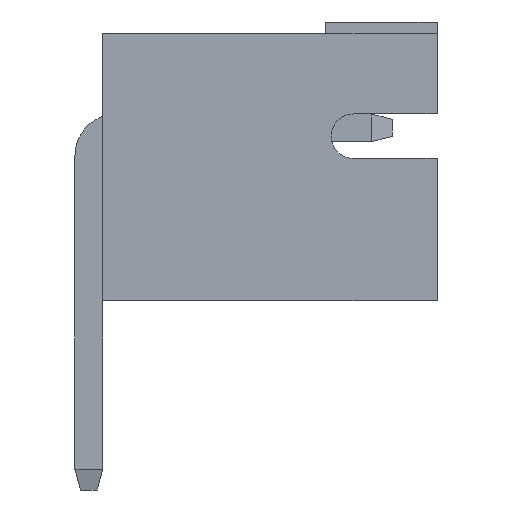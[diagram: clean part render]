
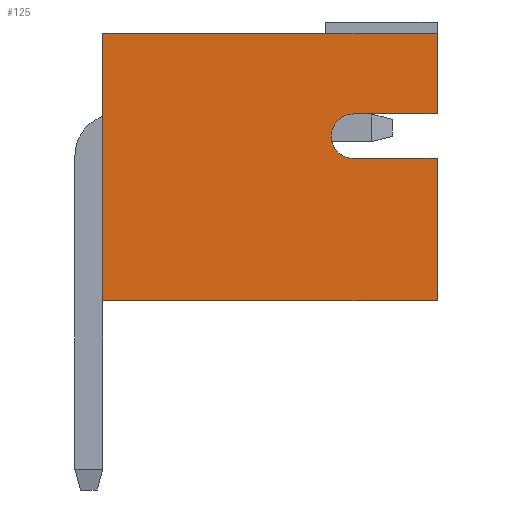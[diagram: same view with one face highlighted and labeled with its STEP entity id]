
A CAD part, left-side view. The second image highlights one B-rep face of the part: STEP entity #125.
In plain terms, the highlighted planar face has unit normal (-1, 0, 0).
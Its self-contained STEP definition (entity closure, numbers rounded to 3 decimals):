
#125=ADVANCED_FACE('',(#1360),#1362,.T.);
#1360=FACE_BOUND('',#1361,.T.);
#1361=EDGE_LOOP('',(#2358,#2359,#2360,#2361,#2362,#2363,#2364,#2365));
#1362=PLANE('',#1363);
#1363=AXIS2_PLACEMENT_3D('',#1364,#1365,#1366);
#1364=CARTESIAN_POINT('',(-1.95,0.,0.));
#1365=DIRECTION('',(-1.,0.,0.));
#1366=DIRECTION('',(0.,0.,1.));
#2358=ORIENTED_EDGE('',*,*,#3071,.T.);
#2359=ORIENTED_EDGE('',*,*,#3027,.T.);
#2360=ORIENTED_EDGE('',*,*,#3065,.T.);
#2361=ORIENTED_EDGE('',*,*,#3072,.T.);
#2362=ORIENTED_EDGE('',*,*,#3073,.T.);
#2363=ORIENTED_EDGE('',*,*,#3074,.T.);
#2364=ORIENTED_EDGE('',*,*,#3075,.T.);
#2365=ORIENTED_EDGE('',*,*,#3076,.T.);
#3027=EDGE_CURVE('',#3398,#3396,#3399,.T.);
#3065=EDGE_CURVE('',#3396,#3468,#3470,.T.);
#3071=EDGE_CURVE('',#3478,#3398,#3479,.F.);
#3072=EDGE_CURVE('',#3468,#3480,#3481,.T.);
#3073=EDGE_CURVE('',#3480,#3482,#3483,.T.);
#3074=EDGE_CURVE('',#3482,#3484,#3485,.T.);
#3075=EDGE_CURVE('',#3484,#3486,#3487,.F.);
#3076=EDGE_CURVE('',#3486,#3478,#3488,.F.);
#3396=VERTEX_POINT('',#4001);
#3398=VERTEX_POINT('',#4005);
#3399=LINE('',#4006,#4007);
#3468=VERTEX_POINT('',#4149);
#3470=LINE('',#4153,#4154);
#3478=VERTEX_POINT('',#4173);
#3479=LINE('',#4174,#4175);
#3480=VERTEX_POINT('',#4177);
#3481=LINE('',#4178,#4179);
#3482=VERTEX_POINT('',#4181);
#3483=LINE('',#4182,#4183);
#3484=VERTEX_POINT('',#4185);
#3485=LINE('',#4186,#4187);
#3486=VERTEX_POINT('',#4189);
#3487=LINE('',#4190,#4191);
#3488=CIRCLE('',#4193,0.4);
#4001=CARTESIAN_POINT('',(-1.95,-6.25,4.8));
#4005=CARTESIAN_POINT('',(-1.95,-6.25,3.35));
#4006=CARTESIAN_POINT('',(-1.95,-6.25,3.35));
#4007=VECTOR('',#4008,1.);
#4008=DIRECTION('',(0.,0.,1.));
#4149=CARTESIAN_POINT('',(-1.95,-0.25,4.8));
#4153=CARTESIAN_POINT('',(-1.95,-6.25,4.8));
#4154=VECTOR('',#4155,1.);
#4155=DIRECTION('',(0.,1.,0.));
#4173=CARTESIAN_POINT('',(-1.95,-4.75,3.35));
#4174=CARTESIAN_POINT('',(-1.95,-6.25,3.35));
#4175=VECTOR('',#4176,1.);
#4176=DIRECTION('',(0.,1.,0.));
#4177=CARTESIAN_POINT('',(-1.95,-0.25,0.));
#4178=CARTESIAN_POINT('',(-1.95,-0.25,4.8));
#4179=VECTOR('',#4180,1.);
#4180=DIRECTION('',(0.,0.,-1.));
#4181=CARTESIAN_POINT('',(-1.95,-6.25,0.));
#4182=CARTESIAN_POINT('',(-1.95,-0.25,0.));
#4183=VECTOR('',#4184,1.);
#4184=DIRECTION('',(0.,-1.,0.));
#4185=CARTESIAN_POINT('',(-1.95,-6.25,2.55));
#4186=CARTESIAN_POINT('',(-1.95,-6.25,0.));
#4187=VECTOR('',#4188,1.);
#4188=DIRECTION('',(0.,0.,1.));
#4189=CARTESIAN_POINT('',(-1.95,-4.75,2.55));
#4190=CARTESIAN_POINT('',(-1.95,-4.75,2.55));
#4191=VECTOR('',#4192,1.);
#4192=DIRECTION('',(0.,-1.,0.));
#4193=AXIS2_PLACEMENT_3D('',#4194,#4195,#4196);
#4194=CARTESIAN_POINT('',(-1.95,-4.75,2.95));
#4195=DIRECTION('',(-1.,0.,0.));
#4196=DIRECTION('',(0.,0.,1.));
